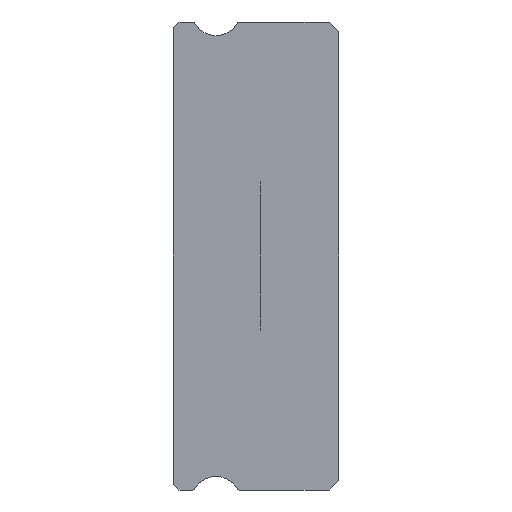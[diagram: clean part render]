
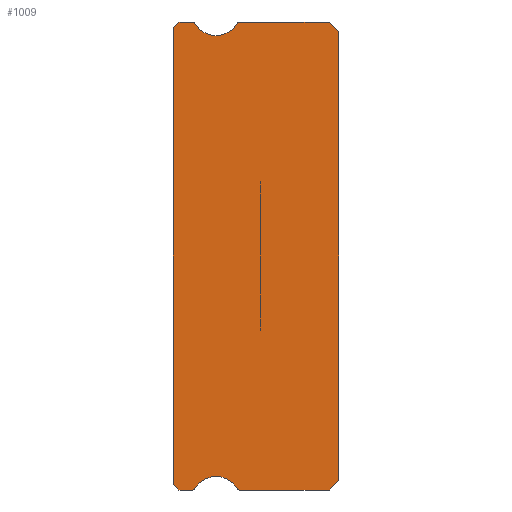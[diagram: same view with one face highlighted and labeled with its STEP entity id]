
A CAD part, left-side view. The second image highlights one B-rep face of the part: STEP entity #1009.
In plain terms, the highlighted planar face has unit normal (-1, 0, 0).
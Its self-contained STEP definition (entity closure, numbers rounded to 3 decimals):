
#5 = CARTESIAN_POINT ( 'NONE',  ( -5., 7.512, 12. ) ) ;
#17 = CARTESIAN_POINT ( 'NONE',  ( -5., 8.5, 11.7 ) ) ;
#77 = CARTESIAN_POINT ( 'NONE',  ( -5., 7.383, 11.925 ) ) ;
#86 = CIRCLE ( 'NONE', #550, 0.15 ) ;
#119 = EDGE_CURVE ( 'NONE', #4438, #3329, #4042, .T. ) ;
#176 = CARTESIAN_POINT ( 'NONE',  ( -5., 6.3, -12.55 ) ) ;
#352 = LINE ( 'NONE', #2936, #1655 ) ;
#379 = CARTESIAN_POINT ( 'NONE',  ( -5., 0., -11.5 ) ) ;
#448 = EDGE_CURVE ( 'NONE', #3009, #1190, #2190, .T. ) ;
#525 = DIRECTION ( 'NONE',  ( -1., 0., 0. ) ) ;
#526 = CARTESIAN_POINT ( 'NONE',  ( -5., 6.3, 11.3 ) ) ;
#550 = AXIS2_PLACEMENT_3D ( 'NONE', #4183, #2796, #4253 ) ;
#589 = DIRECTION ( 'NONE',  ( 0., 0., -1. ) ) ;
#604 = VECTOR ( 'NONE', #4333, 1000. ) ;
#671 = DIRECTION ( 'NONE',  ( 0., 0.707, -0.707 ) ) ;
#673 = EDGE_CURVE ( 'NONE', #1952, #1660, #1641, .T. ) ;
#686 = DIRECTION ( 'NONE',  ( 0., 0., 1. ) ) ;
#701 = AXIS2_PLACEMENT_3D ( 'NONE', #2072, #4277, #1337 ) ;
#716 = VERTEX_POINT ( 'NONE', #3472 ) ;
#746 = DIRECTION ( 'NONE',  ( 0., 0., -1. ) ) ;
#762 = CARTESIAN_POINT ( 'NONE',  ( -5., 8.2, -12. ) ) ;
#804 = CARTESIAN_POINT ( 'NONE',  ( -5., 0.5, -12. ) ) ;
#813 = EDGE_CURVE ( 'NONE', #2140, #1724, #3162, .T. ) ;
#925 = DIRECTION ( 'NONE',  ( 0., 0., -1. ) ) ;
#930 = CIRCLE ( 'NONE', #2061, 0.15 ) ;
#942 = DIRECTION ( 'NONE',  ( 0., 1., 0. ) ) ;
#996 = CARTESIAN_POINT ( 'NONE',  ( -5., 0., 11.5 ) ) ;
#1002 = DIRECTION ( 'NONE',  ( 0., 0., 1. ) ) ;
#1007 = CARTESIAN_POINT ( 'NONE',  ( -5., 5.088, 11.85 ) ) ;
#1009 = ADVANCED_FACE ( 'NONE', ( #1745 ), #3172, .F. ) ;
#1011 = CARTESIAN_POINT ( 'NONE',  ( -5., 5.217, 11.925 ) ) ;
#1032 = CARTESIAN_POINT ( 'NONE',  ( -5., 7.512, 11.85 ) ) ;
#1039 = LINE ( 'NONE', #996, #3662 ) ;
#1043 = EDGE_CURVE ( 'NONE', #716, #1130, #1070, .T. ) ;
#1050 = DIRECTION ( 'NONE',  ( 0., 0., -1. ) ) ;
#1061 = VERTEX_POINT ( 'NONE', #1329 ) ;
#1070 = LINE ( 'NONE', #2419, #2851 ) ;
#1125 = EDGE_CURVE ( 'NONE', #4402, #3704, #4002, .T. ) ;
#1130 = VERTEX_POINT ( 'NONE', #2947 ) ;
#1138 = ORIENTED_EDGE ( 'NONE', *, *, #3019, .F. ) ;
#1190 = VERTEX_POINT ( 'NONE', #804 ) ;
#1222 = AXIS2_PLACEMENT_3D ( 'NONE', #3487, #525, #925 ) ;
#1249 = ORIENTED_EDGE ( 'NONE', *, *, #448, .F. ) ;
#1288 = DIRECTION ( 'NONE',  ( 1., 0., 0. ) ) ;
#1310 = VERTEX_POINT ( 'NONE', #526 ) ;
#1329 = CARTESIAN_POINT ( 'NONE',  ( -5., 7.512, -12. ) ) ;
#1337 = DIRECTION ( 'NONE',  ( 0., 0., -1. ) ) ;
#1426 = DIRECTION ( 'NONE',  ( 0., -0.707, -0.707 ) ) ;
#1427 = DIRECTION ( 'NONE',  ( 0., -1., 0. ) ) ;
#1438 = EDGE_CURVE ( 'NONE', #1130, #2762, #352, .T. ) ;
#1516 = AXIS2_PLACEMENT_3D ( 'NONE', #1007, #1288, #4610 ) ;
#1583 = ORIENTED_EDGE ( 'NONE', *, *, #813, .F. ) ;
#1641 = CIRCLE ( 'NONE', #4297, 1.25 ) ;
#1655 = VECTOR ( 'NONE', #1426, 1000. ) ;
#1660 = VERTEX_POINT ( 'NONE', #3295 ) ;
#1724 = VERTEX_POINT ( 'NONE', #77 ) ;
#1745 = FACE_OUTER_BOUND ( 'NONE', #2881, .T. ) ;
#1756 = DIRECTION ( 'NONE',  ( 1., 0., 0. ) ) ;
#1795 = AXIS2_PLACEMENT_3D ( 'NONE', #1032, #3825, #589 ) ;
#1796 = CARTESIAN_POINT ( 'NONE',  ( -5., 5.088, -12. ) ) ;
#1861 = VECTOR ( 'NONE', #1002, 1000. ) ;
#1871 = AXIS2_PLACEMENT_3D ( 'NONE', #4577, #2441, #1050 ) ;
#1952 = VERTEX_POINT ( 'NONE', #4506 ) ;
#1986 = ORIENTED_EDGE ( 'NONE', *, *, #1043, .F. ) ;
#2010 = ORIENTED_EDGE ( 'NONE', *, *, #2223, .F. ) ;
#2011 = EDGE_CURVE ( 'NONE', #2140, #4438, #2775, .T. ) ;
#2049 = EDGE_CURVE ( 'NONE', #1310, #3003, #3578, .T. ) ;
#2061 = AXIS2_PLACEMENT_3D ( 'NONE', #2887, #1756, #746 ) ;
#2065 = CARTESIAN_POINT ( 'NONE',  ( -5., 8.5, 11.85 ) ) ;
#2072 = CARTESIAN_POINT ( 'NONE',  ( -5., 6.3, 12.55 ) ) ;
#2076 = LINE ( 'NONE', #3521, #4032 ) ;
#2104 = EDGE_CURVE ( 'NONE', #3003, #716, #2129, .T. ) ;
#2113 = EDGE_CURVE ( 'NONE', #4388, #1952, #86, .T. ) ;
#2129 = CIRCLE ( 'NONE', #1516, 0.15 ) ;
#2140 = VERTEX_POINT ( 'NONE', #5 ) ;
#2190 = LINE ( 'NONE', #379, #4667 ) ;
#2223 = EDGE_CURVE ( 'NONE', #1660, #1061, #930, .T. ) ;
#2239 = VECTOR ( 'NONE', #671, 1000. ) ;
#2286 = CARTESIAN_POINT ( 'NONE',  ( -5., 8.2, 12. ) ) ;
#2382 = CARTESIAN_POINT ( 'NONE',  ( -5., 8.5, 11.7 ) ) ;
#2419 = CARTESIAN_POINT ( 'NONE',  ( -5., 7.512, 12. ) ) ;
#2422 = ORIENTED_EDGE ( 'NONE', *, *, #3532, .T. ) ;
#2441 = DIRECTION ( 'NONE',  ( 1., 0., 0. ) ) ;
#2501 = ORIENTED_EDGE ( 'NONE', *, *, #2049, .F. ) ;
#2515 = EDGE_CURVE ( 'NONE', #1724, #1310, #4185, .T. ) ;
#2519 = LINE ( 'NONE', #3990, #3960 ) ;
#2694 = ORIENTED_EDGE ( 'NONE', *, *, #2011, .T. ) ;
#2724 = DIRECTION ( 'NONE',  ( 0., 0., -1. ) ) ;
#2755 = CARTESIAN_POINT ( 'NONE',  ( -5., 0., -11.5 ) ) ;
#2762 = VERTEX_POINT ( 'NONE', #4194 ) ;
#2775 = LINE ( 'NONE', #3108, #3493 ) ;
#2796 = DIRECTION ( 'NONE',  ( 1., 0., 0. ) ) ;
#2851 = VECTOR ( 'NONE', #3581, 1000. ) ;
#2881 = EDGE_LOOP ( 'NONE', ( #3417, #3671, #2422, #2010, #2980, #3497, #1138, #1249, #3267, #3317, #1986, #3370, #2501, #4437, #1583, #2694, #3622 ) ) ;
#2887 = CARTESIAN_POINT ( 'NONE',  ( -5., 7.512, -11.85 ) ) ;
#2936 = CARTESIAN_POINT ( 'NONE',  ( -5., 0.5, 12. ) ) ;
#2947 = CARTESIAN_POINT ( 'NONE',  ( -5., 0.5, 12. ) ) ;
#2980 = ORIENTED_EDGE ( 'NONE', *, *, #673, .F. ) ;
#3003 = VERTEX_POINT ( 'NONE', #1011 ) ;
#3009 = VERTEX_POINT ( 'NONE', #2755 ) ;
#3011 = DIRECTION ( 'NONE',  ( -1., 0., 0. ) ) ;
#3019 = EDGE_CURVE ( 'NONE', #1190, #4388, #2076, .T. ) ;
#3077 = LINE ( 'NONE', #2065, #1861 ) ;
#3108 = CARTESIAN_POINT ( 'NONE',  ( -5., 8.2, 12. ) ) ;
#3162 = CIRCLE ( 'NONE', #1795, 0.15 ) ;
#3172 = PLANE ( 'NONE',  #1871 ) ;
#3256 = CARTESIAN_POINT ( 'NONE',  ( -5., 8.5, -11.7 ) ) ;
#3267 = ORIENTED_EDGE ( 'NONE', *, *, #4532, .T. ) ;
#3295 = CARTESIAN_POINT ( 'NONE',  ( -5., 7.383, -11.925 ) ) ;
#3317 = ORIENTED_EDGE ( 'NONE', *, *, #1438, .F. ) ;
#3329 = VERTEX_POINT ( 'NONE', #2382 ) ;
#3370 = ORIENTED_EDGE ( 'NONE', *, *, #2104, .F. ) ;
#3417 = ORIENTED_EDGE ( 'NONE', *, *, #4232, .F. ) ;
#3472 = CARTESIAN_POINT ( 'NONE',  ( -5., 5.088, 12. ) ) ;
#3487 = CARTESIAN_POINT ( 'NONE',  ( -5., 6.3, 12.55 ) ) ;
#3493 = VECTOR ( 'NONE', #942, 1000. ) ;
#3497 = ORIENTED_EDGE ( 'NONE', *, *, #2113, .F. ) ;
#3521 = CARTESIAN_POINT ( 'NONE',  ( -5., 7.512, -12. ) ) ;
#3532 = EDGE_CURVE ( 'NONE', #3704, #1061, #2519, .T. ) ;
#3578 = CIRCLE ( 'NONE', #701, 1.25 ) ;
#3581 = DIRECTION ( 'NONE',  ( 0., -1., 0. ) ) ;
#3622 = ORIENTED_EDGE ( 'NONE', *, *, #119, .T. ) ;
#3662 = VECTOR ( 'NONE', #686, 1000. ) ;
#3671 = ORIENTED_EDGE ( 'NONE', *, *, #1125, .T. ) ;
#3704 = VERTEX_POINT ( 'NONE', #4126 ) ;
#3825 = DIRECTION ( 'NONE',  ( 1., 0., 0. ) ) ;
#3960 = VECTOR ( 'NONE', #1427, 1000. ) ;
#3990 = CARTESIAN_POINT ( 'NONE',  ( -5., 7.512, -12. ) ) ;
#4002 = LINE ( 'NONE', #762, #604 ) ;
#4032 = VECTOR ( 'NONE', #4163, 1000. ) ;
#4042 = LINE ( 'NONE', #17, #2239 ) ;
#4126 = CARTESIAN_POINT ( 'NONE',  ( -5., 8.2, -12. ) ) ;
#4163 = DIRECTION ( 'NONE',  ( 0., 1., 0. ) ) ;
#4183 = CARTESIAN_POINT ( 'NONE',  ( -5., 5.088, -11.85 ) ) ;
#4185 = CIRCLE ( 'NONE', #1222, 1.25 ) ;
#4194 = CARTESIAN_POINT ( 'NONE',  ( -5., 0., 11.5 ) ) ;
#4232 = EDGE_CURVE ( 'NONE', #4402, #3329, #3077, .T. ) ;
#4253 = DIRECTION ( 'NONE',  ( 0., 0., -1. ) ) ;
#4277 = DIRECTION ( 'NONE',  ( -1., 0., 0. ) ) ;
#4297 = AXIS2_PLACEMENT_3D ( 'NONE', #176, #3011, #2724 ) ;
#4333 = DIRECTION ( 'NONE',  ( 0., -0.707, -0.707 ) ) ;
#4350 = DIRECTION ( 'NONE',  ( 0., 0.707, -0.707 ) ) ;
#4388 = VERTEX_POINT ( 'NONE', #1796 ) ;
#4402 = VERTEX_POINT ( 'NONE', #3256 ) ;
#4437 = ORIENTED_EDGE ( 'NONE', *, *, #2515, .F. ) ;
#4438 = VERTEX_POINT ( 'NONE', #2286 ) ;
#4506 = CARTESIAN_POINT ( 'NONE',  ( -5., 5.217, -11.925 ) ) ;
#4532 = EDGE_CURVE ( 'NONE', #3009, #2762, #1039, .T. ) ;
#4577 = CARTESIAN_POINT ( 'NONE',  ( -5., 7.512, 11.85 ) ) ;
#4610 = DIRECTION ( 'NONE',  ( 0., 0., -1. ) ) ;
#4667 = VECTOR ( 'NONE', #4350, 1000. ) ;
